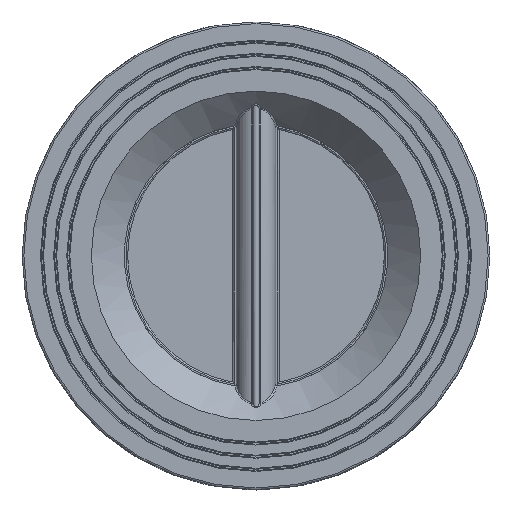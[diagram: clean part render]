
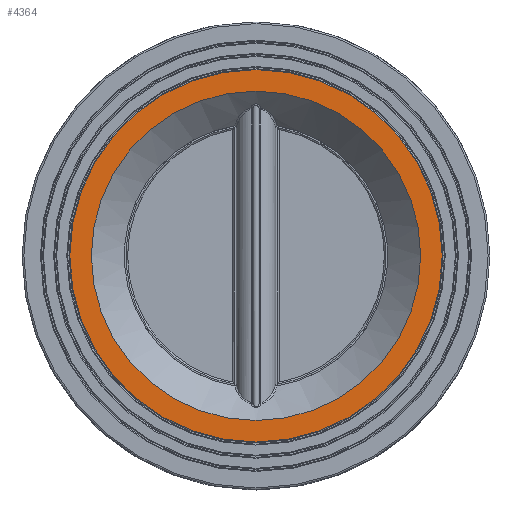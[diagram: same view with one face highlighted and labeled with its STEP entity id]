
A CAD part, top view. The second image highlights one B-rep face of the part: STEP entity #4364.
In plain terms, the highlighted face is planar.
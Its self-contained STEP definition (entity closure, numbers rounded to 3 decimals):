
#849=FACE_BOUND('',#1257,.T.);
#884=PLANE('',#4722);
#993=FACE_OUTER_BOUND('',#1256,.T.);
#1256=EDGE_LOOP('',(#2847));
#1257=EDGE_LOOP('',(#2848));
#1557=CIRCLE('',#4718,56.539);
#1561=CIRCLE('',#4723,50.);
#1774=VERTEX_POINT('',#6365);
#1777=VERTEX_POINT('',#6373);
#2188=EDGE_CURVE('',#1774,#1774,#1557,.T.);
#2192=EDGE_CURVE('',#1777,#1777,#1561,.T.);
#2847=ORIENTED_EDGE('',*,*,#2188,.F.);
#2848=ORIENTED_EDGE('',*,*,#2192,.F.);
#4364=ADVANCED_FACE('',(#993,#849),#884,.T.);
#4718=AXIS2_PLACEMENT_3D('',#6366,#5223,#5224);
#4722=AXIS2_PLACEMENT_3D('',#6372,#5231,#5232);
#4723=AXIS2_PLACEMENT_3D('',#6374,#5233,#5234);
#5223=DIRECTION('center_axis',(0.,-1.,0.));
#5224=DIRECTION('ref_axis',(0.,0.,-1.));
#5231=DIRECTION('center_axis',(0.,1.,0.));
#5232=DIRECTION('ref_axis',(0.,0.,1.));
#5233=DIRECTION('center_axis',(0.,1.,0.));
#5234=DIRECTION('ref_axis',(-1.,0.,0.));
#6365=CARTESIAN_POINT('',(0.,64.,-56.539));
#6366=CARTESIAN_POINT('Origin',(0.,64.,0.));
#6372=CARTESIAN_POINT('Origin',(0.,64.,0.));
#6373=CARTESIAN_POINT('',(50.,64.,0.));
#6374=CARTESIAN_POINT('Origin',(0.,64.,0.));
